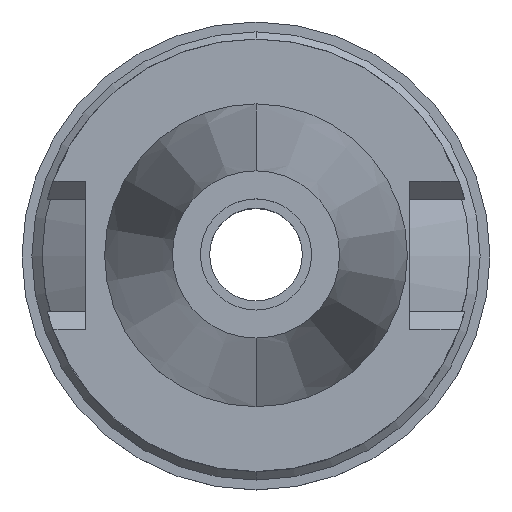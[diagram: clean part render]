
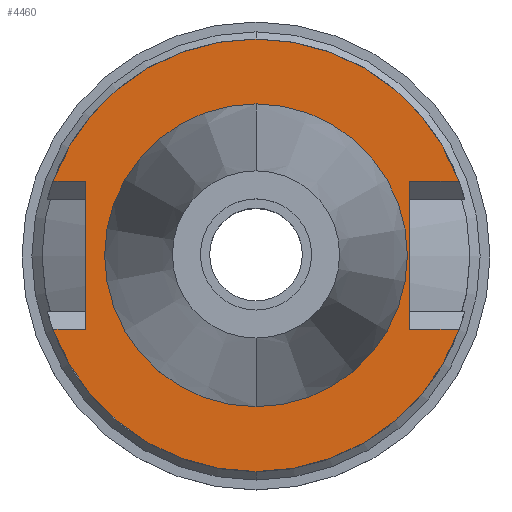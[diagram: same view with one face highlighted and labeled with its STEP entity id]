
A CAD part, top view. The second image highlights one B-rep face of the part: STEP entity #4460.
In plain terms, the highlighted planar face has unit normal (0, 0, 1).
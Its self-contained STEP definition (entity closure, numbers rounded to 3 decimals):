
#1750=DIRECTION('',(0.,-1.,0.));
#1751=VECTOR('',#1750,21.78);
#1752=CARTESIAN_POINT('',(-24.98,10.89,-1.));
#1753=LINE('',#1752,#1751);
#1856=DIRECTION('',(1.,0.,0.));
#1857=VECTOR('',#1856,7.254);
#1858=CARTESIAN_POINT('',(22.57,10.89,-1.));
#1859=LINE('',#1858,#1857);
#1873=CARTESIAN_POINT('',(29.824,10.89,-1.));
#1893=DIRECTION('',(0.,-1.,0.));
#1894=VECTOR('',#1893,21.78);
#1895=CARTESIAN_POINT('',(22.57,10.89,-1.));
#1896=LINE('',#1895,#1894);
#1900=DIRECTION('',(1.,0.,0.));
#1901=VECTOR('',#1900,7.254);
#1902=CARTESIAN_POINT('',(22.57,-10.89,-1.));
#1903=LINE('',#1902,#1901);
#1907=CARTESIAN_POINT('',(0.,0.,-1.));
#1908=DIRECTION('',(0.,0.,-1.));
#1909=DIRECTION('',(0.939,-0.343,0.));
#1910=AXIS2_PLACEMENT_3D('',#1907,#1908,#1909);
#1915=CARTESIAN_POINT('',(0.,0.,-1.));
#1916=DIRECTION('',(0.,0.,-1.));
#1917=DIRECTION('',(0.,-1.,0.));
#1918=AXIS2_PLACEMENT_3D('',#1915,#1916,#1917);
#1923=DIRECTION('',(-1.,0.,0.));
#1924=VECTOR('',#1923,4.844);
#1925=CARTESIAN_POINT('',(-24.98,10.89,-1.));
#1926=LINE('',#1925,#1924);
#1930=CARTESIAN_POINT('',(0.,0.,-1.));
#1931=DIRECTION('',(0.,0.,-1.));
#1932=DIRECTION('',(-0.939,0.343,0.));
#1933=AXIS2_PLACEMENT_3D('',#1930,#1931,#1932);
#1938=CARTESIAN_POINT('',(0.,0.,-1.));
#1939=DIRECTION('',(0.,0.,-1.));
#1940=DIRECTION('',(0.,1.,0.));
#1941=AXIS2_PLACEMENT_3D('',#1938,#1939,#1940);
#1946=CARTESIAN_POINT('',(0.,0.,-1.));
#1947=DIRECTION('',(0.,0.,1.));
#1948=DIRECTION('',(0.,-1.,0.));
#1949=AXIS2_PLACEMENT_3D('',#1946,#1947,#1948);
#1954=CARTESIAN_POINT('',(0.,0.,-1.));
#1955=DIRECTION('',(0.,0.,1.));
#1956=DIRECTION('',(0.,1.,0.));
#1957=AXIS2_PLACEMENT_3D('',#1954,#1955,#1956);
#1962=CARTESIAN_POINT('',(29.824,-10.89,-1.));
#1987=CARTESIAN_POINT('',(-29.824,-10.89,-1.));
#2136=DIRECTION('',(-1.,0.,0.));
#2137=VECTOR('',#2136,4.844);
#2138=CARTESIAN_POINT('',(-24.98,-10.89,-1.));
#2139=LINE('',#2138,#2137);
#3012=CARTESIAN_POINT('',(22.57,-10.89,-1.));
#3013=VERTEX_POINT('',#3012);
#3014=CARTESIAN_POINT('',(22.57,10.89,-1.));
#3015=VERTEX_POINT('',#3014);
#3055=CARTESIAN_POINT('',(-24.98,10.89,-1.));
#3056=VERTEX_POINT('',#3055);
#3057=CARTESIAN_POINT('',(-24.98,-10.89,-1.));
#3058=VERTEX_POINT('',#3057);
#3101=VERTEX_POINT('',#1962);
#3102=VERTEX_POINT('',#1987);
#3103=CARTESIAN_POINT('',(0.,-31.75,-1.));
#3104=VERTEX_POINT('',#3103);
#3107=VERTEX_POINT('',#1873);
#3108=CARTESIAN_POINT('',(0.,31.75,-1.));
#3109=VERTEX_POINT('',#3108);
#3110=CARTESIAN_POINT('',(-29.824,10.89,-1.));
#3111=VERTEX_POINT('',#3110);
#3112=CARTESIAN_POINT('',(0.,-22.225,-1.));
#3113=CARTESIAN_POINT('',(0.,22.225,-1.));
#3114=VERTEX_POINT('',#3112);
#3115=VERTEX_POINT('',#3113);
#4432=CARTESIAN_POINT('',(0.,0.,-1.));
#4433=DIRECTION('',(0.,0.,-1.));
#4434=DIRECTION('',(0.,-1.,0.));
#4435=AXIS2_PLACEMENT_3D('',#4432,#4433,#4434);
#4436=PLANE('',#4435);
#4437=ORIENTED_EDGE('',*,*,#4227,.T.);
#4439=ORIENTED_EDGE('',*,*,#4438,.T.);
#4441=ORIENTED_EDGE('',*,*,#4440,.T.);
#4443=ORIENTED_EDGE('',*,*,#4442,.T.);
#4445=ORIENTED_EDGE('',*,*,#4444,.F.);
#4446=ORIENTED_EDGE('',*,*,#4315,.F.);
#4448=ORIENTED_EDGE('',*,*,#4447,.T.);
#4449=ORIENTED_EDGE('',*,*,#4420,.T.);
#4450=ORIENTED_EDGE('',*,*,#4418,.T.);
#4451=ORIENTED_EDGE('',*,*,#4406,.F.);
#4452=EDGE_LOOP('',(#4437,#4439,#4441,#4443,#4445,#4446,#4448,#4449,#4450,
#4451));
#4453=FACE_OUTER_BOUND('',#4452,.F.);
#4455=ORIENTED_EDGE('',*,*,#4454,.T.);
#4457=ORIENTED_EDGE('',*,*,#4456,.T.);
#4458=EDGE_LOOP('',(#4455,#4457));
#4459=FACE_BOUND('',#4458,.F.);
#1911=CIRCLE('',#1910,31.75);
#1919=CIRCLE('',#1918,31.75);
#1934=CIRCLE('',#1933,31.75);
#1942=CIRCLE('',#1941,31.75);
#1950=CIRCLE('',#1949,22.225);
#1958=CIRCLE('',#1957,22.225);
#4227=EDGE_CURVE('',#3015,#3013,#1896,.T.);
#4315=EDGE_CURVE('',#3056,#3058,#1753,.T.);
#4406=EDGE_CURVE('',#3015,#3107,#1859,.T.);
#4418=EDGE_CURVE('',#3109,#3107,#1942,.T.);
#4420=EDGE_CURVE('',#3111,#3109,#1934,.T.);
#4438=EDGE_CURVE('',#3013,#3101,#1903,.T.);
#4440=EDGE_CURVE('',#3101,#3104,#1911,.T.);
#4442=EDGE_CURVE('',#3104,#3102,#1919,.T.);
#4444=EDGE_CURVE('',#3058,#3102,#2139,.T.);
#4447=EDGE_CURVE('',#3056,#3111,#1926,.T.);
#4454=EDGE_CURVE('',#3114,#3115,#1950,.T.);
#4456=EDGE_CURVE('',#3115,#3114,#1958,.T.);
#4460=ADVANCED_FACE('',(#4453,#4459),#4436,.F.);
